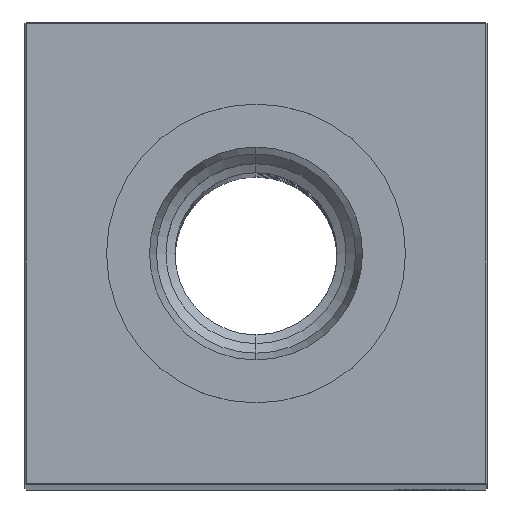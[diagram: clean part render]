
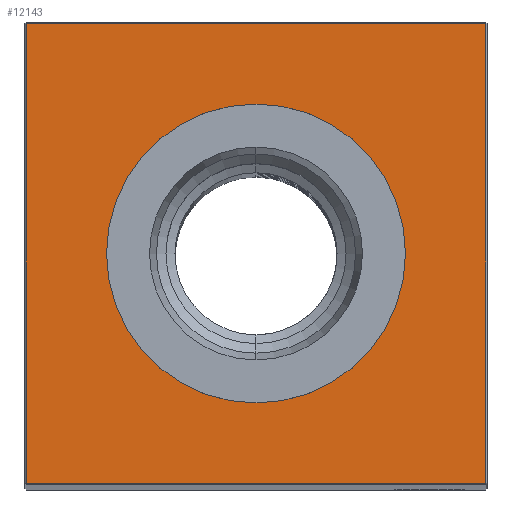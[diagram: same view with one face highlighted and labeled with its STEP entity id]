
A CAD part, top view. The second image highlights one B-rep face of the part: STEP entity #12143.
In plain terms, the highlighted planar face has unit normal (0, 0, 1).
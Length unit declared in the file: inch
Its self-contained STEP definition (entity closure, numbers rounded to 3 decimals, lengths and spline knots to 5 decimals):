
#291 = DIRECTION ( 'NONE',  ( -1., 0., 0. ) ) ;
#307 = ORIENTED_EDGE ( 'NONE', *, *, #1795, .T. ) ;
#533 = VECTOR ( 'NONE', #13393, 39.37008 ) ;
#627 = DIRECTION ( 'NONE',  ( 0., 1., 0. ) ) ;
#980 = VECTOR ( 'NONE', #21031, 39.37008 ) ;
#1239 = ORIENTED_EDGE ( 'NONE', *, *, #8113, .T. ) ;
#1422 = CARTESIAN_POINT ( 'NONE',  ( 0., 1.24, 15.5 ) ) ;
#1725 = AXIS2_PLACEMENT_3D ( 'NONE', #16034, #9893, #24330 ) ;
#1795 = EDGE_CURVE ( 'NONE', #4271, #10078, #13489, .T. ) ;
#3086 = CARTESIAN_POINT ( 'NONE',  ( 1.24, 0., 15.5 ) ) ;
#3617 = DIRECTION ( 'NONE',  ( -1., 0., 0. ) ) ;
#3632 = ORIENTED_EDGE ( 'NONE', *, *, #18554, .T. ) ;
#3760 = VERTEX_POINT ( 'NONE', #20000 ) ;
#4023 = EDGE_CURVE ( 'NONE', #16208, #14770, #13317, .T. ) ;
#4271 = VERTEX_POINT ( 'NONE', #24861 ) ;
#4831 = CARTESIAN_POINT ( 'NONE',  ( 0., 0., 15.5 ) ) ;
#6445 = VERTEX_POINT ( 'NONE', #11167 ) ;
#7156 = DIRECTION ( 'NONE',  ( -1., 0., 0. ) ) ;
#7654 = EDGE_CURVE ( 'NONE', #10078, #4271, #24885, .T. ) ;
#8113 = EDGE_CURVE ( 'NONE', #14770, #3760, #20090, .T. ) ;
#9893 = DIRECTION ( 'NONE',  ( 0., 0., -1. ) ) ;
#10078 = VERTEX_POINT ( 'NONE', #21202 ) ;
#11041 = ORIENTED_EDGE ( 'NONE', *, *, #4023, .T. ) ;
#11167 = CARTESIAN_POINT ( 'NONE',  ( -1.24, -1.24, 15.5 ) ) ;
#11197 = CARTESIAN_POINT ( 'NONE',  ( 0., 0., 15.5 ) ) ;
#12143 = ADVANCED_FACE ( 'NONE', ( #23749, #23341 ), #15470, .F. ) ;
#12994 = CARTESIAN_POINT ( 'NONE',  ( -1.24, 0., 15.5 ) ) ;
#13317 = LINE ( 'NONE', #3086, #19114 ) ;
#13393 = DIRECTION ( 'NONE',  ( 1., 0., 0. ) ) ;
#13489 = CIRCLE ( 'NONE', #1725, 0.80709 ) ;
#14231 = ORIENTED_EDGE ( 'NONE', *, *, #15960, .T. ) ;
#14593 = VECTOR ( 'NONE', #3617, 39.37008 ) ;
#14770 = VERTEX_POINT ( 'NONE', #23895 ) ;
#15298 = LINE ( 'NONE', #15437, #533 ) ;
#15437 = CARTESIAN_POINT ( 'NONE',  ( 0., -1.24, 15.5 ) ) ;
#15470 = PLANE ( 'NONE',  #17437 ) ;
#15960 = EDGE_CURVE ( 'NONE', #3760, #6445, #16816, .T. ) ;
#16034 = CARTESIAN_POINT ( 'NONE',  ( 0., 0., 15.5 ) ) ;
#16208 = VERTEX_POINT ( 'NONE', #16257 ) ;
#16257 = CARTESIAN_POINT ( 'NONE',  ( 1.24, -1.24, 15.5 ) ) ;
#16507 = ORIENTED_EDGE ( 'NONE', *, *, #7654, .T. ) ;
#16816 = LINE ( 'NONE', #12994, #980 ) ;
#17437 = AXIS2_PLACEMENT_3D ( 'NONE', #4831, #21311, #7156 ) ;
#17444 = DIRECTION ( 'NONE',  ( 0., 0., -1. ) ) ;
#18554 = EDGE_CURVE ( 'NONE', #6445, #16208, #15298, .T. ) ;
#19107 = EDGE_LOOP ( 'NONE', ( #307, #16507 ) ) ;
#19114 = VECTOR ( 'NONE', #627, 39.37008 ) ;
#20000 = CARTESIAN_POINT ( 'NONE',  ( -1.24, 1.24, 15.5 ) ) ;
#20090 = LINE ( 'NONE', #1422, #14593 ) ;
#21031 = DIRECTION ( 'NONE',  ( 0., -1., 0. ) ) ;
#21202 = CARTESIAN_POINT ( 'NONE',  ( 0., -0.80709, 15.5 ) ) ;
#21311 = DIRECTION ( 'NONE',  ( 0., 0., -1. ) ) ;
#21403 = AXIS2_PLACEMENT_3D ( 'NONE', #11197, #17444, #291 ) ;
#23341 = FACE_BOUND ( 'NONE', #19107, .T. ) ;
#23749 = FACE_OUTER_BOUND ( 'NONE', #24560, .T. ) ;
#23895 = CARTESIAN_POINT ( 'NONE',  ( 1.24, 1.24, 15.5 ) ) ;
#24330 = DIRECTION ( 'NONE',  ( -1., 0., 0. ) ) ;
#24560 = EDGE_LOOP ( 'NONE', ( #14231, #3632, #11041, #1239 ) ) ;
#24861 = CARTESIAN_POINT ( 'NONE',  ( 0., 0.80709, 15.5 ) ) ;
#24885 = CIRCLE ( 'NONE', #21403, 0.80709 ) ;
